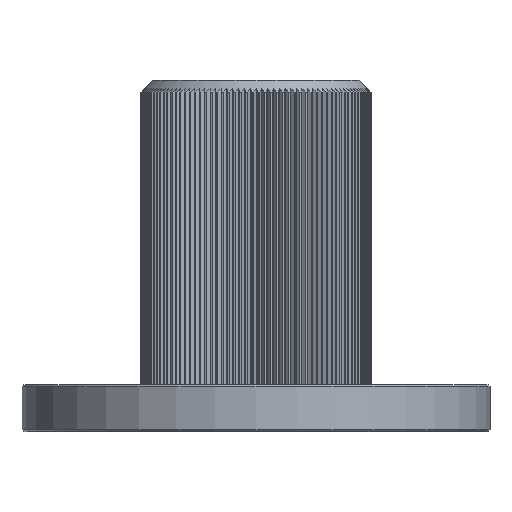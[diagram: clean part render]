
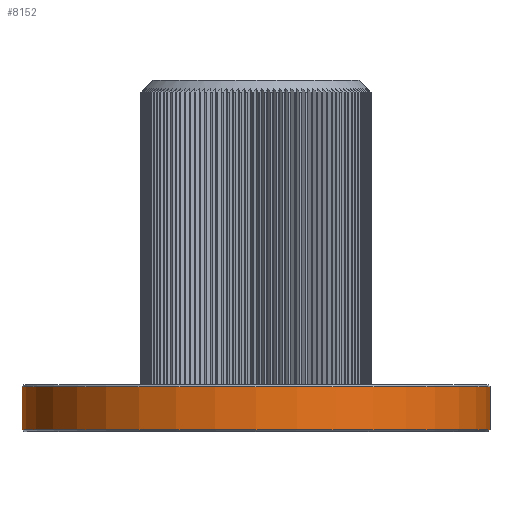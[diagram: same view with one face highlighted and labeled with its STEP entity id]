
A CAD part, front view. The second image highlights one B-rep face of the part: STEP entity #8152.
In plain terms, the highlighted cylindrical face has radius 31.75 mm (diameter 63.5 mm), a partial arc.
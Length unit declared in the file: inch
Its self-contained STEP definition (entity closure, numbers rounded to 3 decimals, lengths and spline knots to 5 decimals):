
#1481 = VERTEX_POINT ( 'NONE', #7198 ) ;
#1812 = CARTESIAN_POINT ( 'NONE',  ( -1.25, 0., 0.125 ) ) ;
#2168 = DIRECTION ( 'NONE',  ( 1., 0., 0. ) ) ;
#2898 = LINE ( 'NONE', #1812, #3014 ) ;
#3014 = VECTOR ( 'NONE', #6307, 39.37008 ) ;
#3298 = DIRECTION ( 'NONE',  ( -1., 0., 0. ) ) ;
#3451 = CARTESIAN_POINT ( 'NONE',  ( -1.25, 0., -0.115 ) ) ;
#3467 = VECTOR ( 'NONE', #4690, 39.37008 ) ;
#3570 = CARTESIAN_POINT ( 'NONE',  ( 0., 0., -0.115 ) ) ;
#4088 = CARTESIAN_POINT ( 'NONE',  ( 0., 0., 0.115 ) ) ;
#4102 = ORIENTED_EDGE ( 'NONE', *, *, #5169, .T. ) ;
#4360 = FACE_OUTER_BOUND ( 'NONE', #13909, .T. ) ;
#4690 = DIRECTION ( 'NONE',  ( 0., 0., -1. ) ) ;
#5169 = EDGE_CURVE ( 'NONE', #5651, #9475, #2898, .T. ) ;
#5414 = ORIENTED_EDGE ( 'NONE', *, *, #8455, .T. ) ;
#5651 = VERTEX_POINT ( 'NONE', #6767 ) ;
#5703 = CIRCLE ( 'NONE', #9362, 1.25 ) ;
#6307 = DIRECTION ( 'NONE',  ( 0., 0., -1. ) ) ;
#6767 = CARTESIAN_POINT ( 'NONE',  ( -1.25, 0., 0.115 ) ) ;
#7198 = CARTESIAN_POINT ( 'NONE',  ( 1.25, 0., 0.115 ) ) ;
#7525 = CIRCLE ( 'NONE', #13929, 1.25 ) ;
#7925 = DIRECTION ( 'NONE',  ( 1., 0., 0. ) ) ;
#8152 = ADVANCED_FACE ( 'NONE', ( #4360 ), #8719, .T. ) ;
#8455 = EDGE_CURVE ( 'NONE', #9475, #13367, #7525, .T. ) ;
#8569 = EDGE_CURVE ( 'NONE', #1481, #5651, #5703, .T. ) ;
#8719 = CYLINDRICAL_SURFACE ( 'NONE', #12581, 1.25 ) ;
#9362 = AXIS2_PLACEMENT_3D ( 'NONE', #4088, #9669, #2168 ) ;
#9475 = VERTEX_POINT ( 'NONE', #3451 ) ;
#9669 = DIRECTION ( 'NONE',  ( 0., 0., -1. ) ) ;
#10005 = DIRECTION ( 'NONE',  ( 0., 0., 1. ) ) ;
#10065 = LINE ( 'NONE', #13443, #3467 ) ;
#11393 = EDGE_CURVE ( 'NONE', #1481, #13367, #10065, .T. ) ;
#11714 = ORIENTED_EDGE ( 'NONE', *, *, #11393, .F. ) ;
#12189 = DIRECTION ( 'NONE',  ( 0., 0., -1. ) ) ;
#12253 = ORIENTED_EDGE ( 'NONE', *, *, #8569, .T. ) ;
#12358 = CARTESIAN_POINT ( 'NONE',  ( 1.25, 0., -0.115 ) ) ;
#12581 = AXIS2_PLACEMENT_3D ( 'NONE', #13120, #12189, #3298 ) ;
#13120 = CARTESIAN_POINT ( 'NONE',  ( 0., 0., 0.125 ) ) ;
#13367 = VERTEX_POINT ( 'NONE', #12358 ) ;
#13443 = CARTESIAN_POINT ( 'NONE',  ( 1.25, 0., 0.125 ) ) ;
#13909 = EDGE_LOOP ( 'NONE', ( #11714, #12253, #4102, #5414 ) ) ;
#13929 = AXIS2_PLACEMENT_3D ( 'NONE', #3570, #10005, #7925 ) ;
